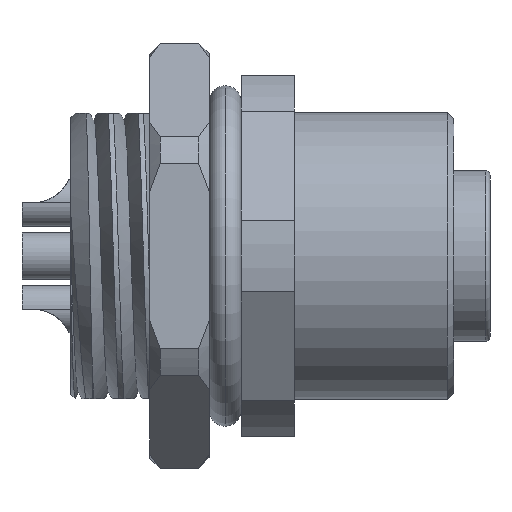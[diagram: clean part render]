
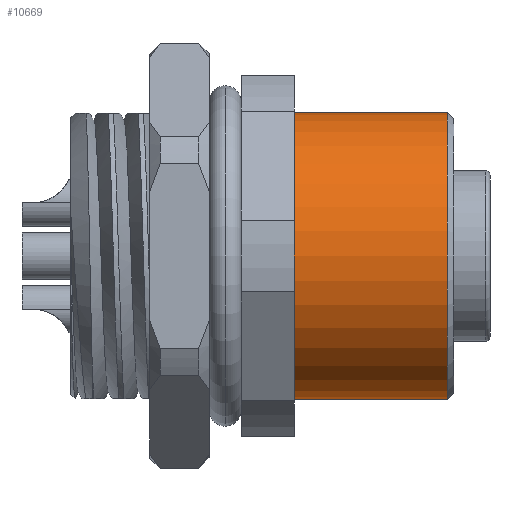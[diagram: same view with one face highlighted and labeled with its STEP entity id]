
A CAD part, front view. The second image highlights one B-rep face of the part: STEP entity #10669.
In plain terms, the highlighted cylindrical face has radius 6.75 mm (diameter 13.5 mm), a partial arc.
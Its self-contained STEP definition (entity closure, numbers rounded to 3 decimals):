
#47 = LINE ( 'NONE', #3533, #51 ) ;
#51 = VECTOR ( 'NONE', #3484, 1000. ) ;
#768 = DIRECTION ( 'NONE',  ( -1., 0., 0. ) ) ;
#1210 = CIRCLE ( 'NONE', #7619, 6.75 ) ;
#1295 = CARTESIAN_POINT ( 'NONE',  ( -40.569, 0., 0. ) ) ;
#1556 = CARTESIAN_POINT ( 'NONE',  ( 4.2, 0., 0. ) ) ;
#1831 = CARTESIAN_POINT ( 'NONE',  ( -40.569, 0., -6.75 ) ) ;
#1907 = VERTEX_POINT ( 'NONE', #2173 ) ;
#2173 = CARTESIAN_POINT ( 'NONE',  ( -3., 0., 6.75 ) ) ;
#3113 = EDGE_CURVE ( 'NONE', #7604, #1907, #1210, .T. ) ;
#3484 = DIRECTION ( 'NONE',  ( -1., 0., 0. ) ) ;
#3533 = CARTESIAN_POINT ( 'NONE',  ( -40.569, 0., 6.75 ) ) ;
#4083 = ORIENTED_EDGE ( 'NONE', *, *, #4539, .T. ) ;
#4262 = DIRECTION ( 'NONE',  ( 0., 0., 1. ) ) ;
#4539 = EDGE_CURVE ( 'NONE', #9546, #8960, #5072, .T. ) ;
#4596 = VECTOR ( 'NONE', #8836, 1000. ) ;
#4780 = CYLINDRICAL_SURFACE ( 'NONE', #10496, 6.75 ) ;
#5072 = CIRCLE ( 'NONE', #8568, 6.75 ) ;
#5087 = CARTESIAN_POINT ( 'NONE',  ( 4.2, 0., -6.75 ) ) ;
#5370 = ORIENTED_EDGE ( 'NONE', *, *, #10538, .T. ) ;
#5534 = FACE_OUTER_BOUND ( 'NONE', #10417, .T. ) ;
#5974 = DIRECTION ( 'NONE',  ( -1., 0., 0. ) ) ;
#7002 = DIRECTION ( 'NONE',  ( 0., 0., 1. ) ) ;
#7604 = VERTEX_POINT ( 'NONE', #8128 ) ;
#7619 = AXIS2_PLACEMENT_3D ( 'NONE', #9669, #768, #4262 ) ;
#7633 = ORIENTED_EDGE ( 'NONE', *, *, #9367, .F. ) ;
#8110 = DIRECTION ( 'NONE',  ( -1., 0., 0. ) ) ;
#8128 = CARTESIAN_POINT ( 'NONE',  ( -3., 0., -6.75 ) ) ;
#8568 = AXIS2_PLACEMENT_3D ( 'NONE', #1556, #5974, #7002 ) ;
#8836 = DIRECTION ( 'NONE',  ( -1., 0., 0. ) ) ;
#8960 = VERTEX_POINT ( 'NONE', #10156 ) ;
#9179 = DIRECTION ( 'NONE',  ( 0., 0., 1. ) ) ;
#9338 = ORIENTED_EDGE ( 'NONE', *, *, #3113, .F. ) ;
#9367 = EDGE_CURVE ( 'NONE', #9546, #7604, #9642, .T. ) ;
#9546 = VERTEX_POINT ( 'NONE', #5087 ) ;
#9642 = LINE ( 'NONE', #1831, #4596 ) ;
#9669 = CARTESIAN_POINT ( 'NONE',  ( -3., 0., 0. ) ) ;
#10156 = CARTESIAN_POINT ( 'NONE',  ( 4.2, 0., 6.75 ) ) ;
#10417 = EDGE_LOOP ( 'NONE', ( #7633, #4083, #5370, #9338 ) ) ;
#10496 = AXIS2_PLACEMENT_3D ( 'NONE', #1295, #8110, #9179 ) ;
#10538 = EDGE_CURVE ( 'NONE', #8960, #1907, #47, .T. ) ;
#10669 = ADVANCED_FACE ( 'NONE', ( #5534 ), #4780, .T. ) ;
